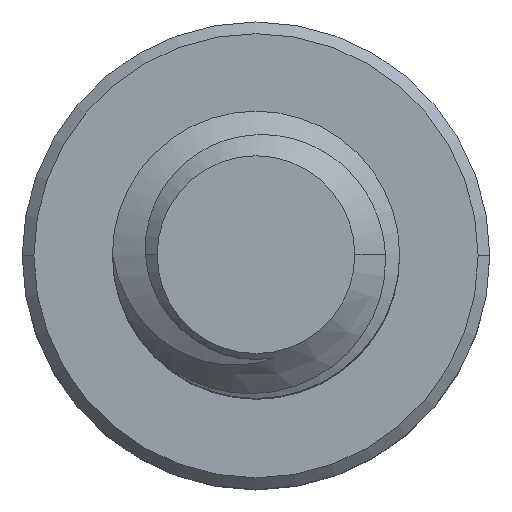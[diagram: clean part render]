
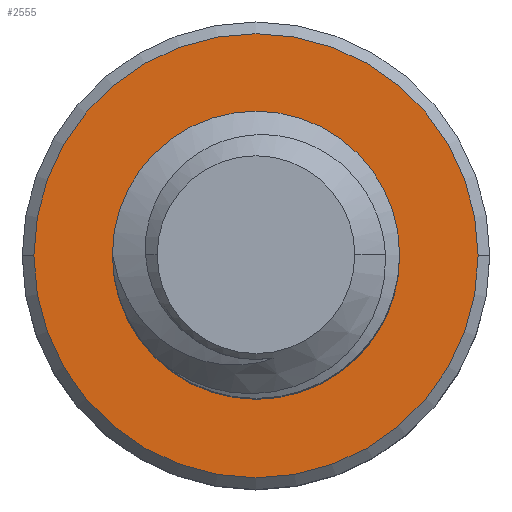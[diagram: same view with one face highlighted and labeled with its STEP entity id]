
A CAD part, top view. The second image highlights one B-rep face of the part: STEP entity #2555.
In plain terms, the highlighted planar face has unit normal (0, 0, 1).
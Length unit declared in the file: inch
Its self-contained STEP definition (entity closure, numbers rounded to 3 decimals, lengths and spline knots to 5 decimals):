
#86 = B_SPLINE_CURVE_WITH_KNOTS ( 'NONE', 3,
 ( #2628, #433, #439, #1980, #1979, #1932, #403, #404, #405, #409, #408, #399, #373, #407 ),
 .UNSPECIFIED., .F., .F.,
 ( 4, 2, 2, 2, 2, 2, 4 ),
 ( 0., 0.00028, 0.00056, 0.00112, 0.00168, 0.00196, 0.00224 ),
 .UNSPECIFIED. ) ;
#90 = B_SPLINE_CURVE_WITH_KNOTS ( 'NONE', 3,
 ( #3115, #3079, #3078, #3077, #3097, #3096, #3095, #3094, #3103, #3102, #3101, #3099 ),
 .UNSPECIFIED., .F., .F.,
 ( 4, 2, 2, 2, 2, 4 ),
 ( 0., 0.00056, 0.00112, 0.00168, 0.00196, 0.00224 ),
 .UNSPECIFIED. ) ;
#373 = CARTESIAN_POINT ( 'NONE',  ( -0.02505, 0.02024, -0.1875 ) ) ;
#396 = DIRECTION ( 'NONE',  ( -1., 0., 0. ) ) ;
#397 = DIRECTION ( 'NONE',  ( 0., 0., 1. ) ) ;
#399 = CARTESIAN_POINT ( 'NONE',  ( -0.02759, 0.01755, -0.1875 ) ) ;
#403 = CARTESIAN_POINT ( 'NONE',  ( -0.03084, -0.02423, -0.1875 ) ) ;
#404 = CARTESIAN_POINT ( 'NONE',  ( -0.03599, -0.01043, -0.1875 ) ) ;
#405 = CARTESIAN_POINT ( 'NONE',  ( -0.03635, -0.00276, -0.1875 ) ) ;
#407 = CARTESIAN_POINT ( 'NONE',  ( -0.022, 0.02241, -0.1875 ) ) ;
#408 = CARTESIAN_POINT ( 'NONE',  ( -0.03176, 0.01137, -0.1875 ) ) ;
#409 = CARTESIAN_POINT ( 'NONE',  ( -0.03331, 0.00803, -0.1875 ) ) ;
#433 = CARTESIAN_POINT ( 'NONE',  ( -0.00371, -0.04261, -0.1875 ) ) ;
#439 = CARTESIAN_POINT ( 'NONE',  ( -0.00728, -0.04173, -0.1875 ) ) ;
#711 = AXIS2_PLACEMENT_3D ( 'NONE', #1261, #1109, #1106 ) ;
#752 = EDGE_CURVE ( 'NONE', #1954, #1955, #2213, .T. ) ;
#759 = EDGE_CURVE ( 'NONE', #1951, #1952, #2156, .T. ) ;
#762 = AXIS2_PLACEMENT_3D ( 'NONE', #2609, #397, #396 ) ;
#764 = AXIS2_PLACEMENT_3D ( 'NONE', #2918, #2916, #2915 ) ;
#781 = EDGE_CURVE ( 'NONE', #1952, #1955, #90, .T. ) ;
#799 = EDGE_CURVE ( 'NONE', #1919, #1928, #2126, .T. ) ;
#859 = EDGE_CURVE ( 'NONE', #1954, #1951, #86, .T. ) ;
#861 = EDGE_CURVE ( 'NONE', #1928, #1919, #3285, .T. ) ;
#865 = AXIS2_PLACEMENT_3D ( 'NONE', #3034, #2748, #2902 ) ;
#988 = CARTESIAN_POINT ( 'NONE',  ( 0.03013, -0.03068, -0.1875 ) ) ;
#998 = CARTESIAN_POINT ( 'NONE',  ( 0., -0.043, -0.1875 ) ) ;
#1002 = CARTESIAN_POINT ( 'NONE',  ( 0., 0.0314, -0.1875 ) ) ;
#1003 = CARTESIAN_POINT ( 'NONE',  ( -0.022, 0.02241, -0.1875 ) ) ;
#1106 = DIRECTION ( 'NONE',  ( -1., 0., 0. ) ) ;
#1109 = DIRECTION ( 'NONE',  ( 0., 0., -1. ) ) ;
#1112 = PLANE ( 'NONE',  #711 ) ;
#1161 = AXIS2_PLACEMENT_3D ( 'NONE', #1871, #1808, #1807 ) ;
#1261 = CARTESIAN_POINT ( 'NONE',  ( 0., 0., -0.1875 ) ) ;
#1280 = CARTESIAN_POINT ( 'NONE',  ( 0.0665, 0., -0.1875 ) ) ;
#1504 = CARTESIAN_POINT ( 'NONE',  ( -0.0665, 0., -0.1875 ) ) ;
#1807 = DIRECTION ( 'NONE',  ( 1., 0., 0. ) ) ;
#1808 = DIRECTION ( 'NONE',  ( 0., 0., 1. ) ) ;
#1871 = CARTESIAN_POINT ( 'NONE',  ( 0., 0., -0.1875 ) ) ;
#1919 = VERTEX_POINT ( 'NONE', #1504 ) ;
#1928 = VERTEX_POINT ( 'NONE', #1280 ) ;
#1932 = CARTESIAN_POINT ( 'NONE',  ( -0.02618, -0.03043, -0.1875 ) ) ;
#1951 = VERTEX_POINT ( 'NONE', #1003 ) ;
#1952 = VERTEX_POINT ( 'NONE', #1002 ) ;
#1954 = VERTEX_POINT ( 'NONE', #998 ) ;
#1955 = VERTEX_POINT ( 'NONE', #988 ) ;
#1979 = CARTESIAN_POINT ( 'NONE',  ( -0.01742, -0.03715, -0.1875 ) ) ;
#1980 = CARTESIAN_POINT ( 'NONE',  ( -0.01416, -0.039, -0.1875 ) ) ;
#2094 = EDGE_LOOP ( 'NONE', ( #2503, #2319, #2410, #2491 ) ) ;
#2126 = CIRCLE ( 'NONE', #764, 0.0665 ) ;
#2156 = CIRCLE ( 'NONE', #865, 0.0314 ) ;
#2213 = CIRCLE ( 'NONE', #1161, 0.043 ) ;
#2319 = ORIENTED_EDGE ( 'NONE', *, *, #859, .T. ) ;
#2329 = ORIENTED_EDGE ( 'NONE', *, *, #861, .T. ) ;
#2398 = EDGE_LOOP ( 'NONE', ( #2515, #2329 ) ) ;
#2410 = ORIENTED_EDGE ( 'NONE', *, *, #759, .T. ) ;
#2491 = ORIENTED_EDGE ( 'NONE', *, *, #781, .T. ) ;
#2503 = ORIENTED_EDGE ( 'NONE', *, *, #752, .F. ) ;
#2515 = ORIENTED_EDGE ( 'NONE', *, *, #799, .T. ) ;
#2555 = ADVANCED_FACE ( 'NONE', ( #3187, #3184 ), #1112, .F. ) ;
#2609 = CARTESIAN_POINT ( 'NONE',  ( 0., 0., -0.1875 ) ) ;
#2628 = CARTESIAN_POINT ( 'NONE',  ( 0., -0.043, -0.1875 ) ) ;
#2748 = DIRECTION ( 'NONE',  ( 0., 0., -1. ) ) ;
#2902 = DIRECTION ( 'NONE',  ( 1., 0., 0. ) ) ;
#2915 = DIRECTION ( 'NONE',  ( -1., 0., 0. ) ) ;
#2916 = DIRECTION ( 'NONE',  ( 0., 0., 1. ) ) ;
#2918 = CARTESIAN_POINT ( 'NONE',  ( 0., 0., -0.1875 ) ) ;
#3034 = CARTESIAN_POINT ( 'NONE',  ( 0., 0., -0.1875 ) ) ;
#3077 = CARTESIAN_POINT ( 'NONE',  ( 0.02788, 0.02362, -0.1875 ) ) ;
#3078 = CARTESIAN_POINT ( 'NONE',  ( 0.01493, 0.03101, -0.1875 ) ) ;
#3079 = CARTESIAN_POINT ( 'NONE',  ( 0.0074, 0.03245, -0.1875 ) ) ;
#3094 = CARTESIAN_POINT ( 'NONE',  ( 0.03854, -0.01427, -0.1875 ) ) ;
#3095 = CARTESIAN_POINT ( 'NONE',  ( 0.04012, -0.00334, -0.1875 ) ) ;
#3096 = CARTESIAN_POINT ( 'NONE',  ( 0.03905, 0.00427, -0.1875 ) ) ;
#3097 = CARTESIAN_POINT ( 'NONE',  ( 0.03288, 0.0178, -0.1875 ) ) ;
#3099 = CARTESIAN_POINT ( 'NONE',  ( 0.03013, -0.03068, -0.1875 ) ) ;
#3101 = CARTESIAN_POINT ( 'NONE',  ( 0.03247, -0.02778, -0.1875 ) ) ;
#3102 = CARTESIAN_POINT ( 'NONE',  ( 0.03443, -0.02459, -0.1875 ) ) ;
#3103 = CARTESIAN_POINT ( 'NONE',  ( 0.03747, -0.01789, -0.1875 ) ) ;
#3115 = CARTESIAN_POINT ( 'NONE',  ( 0., 0.0314, -0.1875 ) ) ;
#3184 = FACE_BOUND ( 'NONE', #2094, .T. ) ;
#3187 = FACE_OUTER_BOUND ( 'NONE', #2398, .T. ) ;
#3285 = CIRCLE ( 'NONE', #762, 0.0665 ) ;
